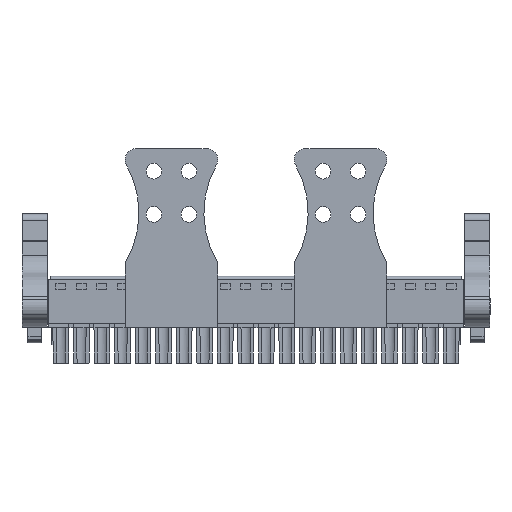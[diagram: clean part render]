
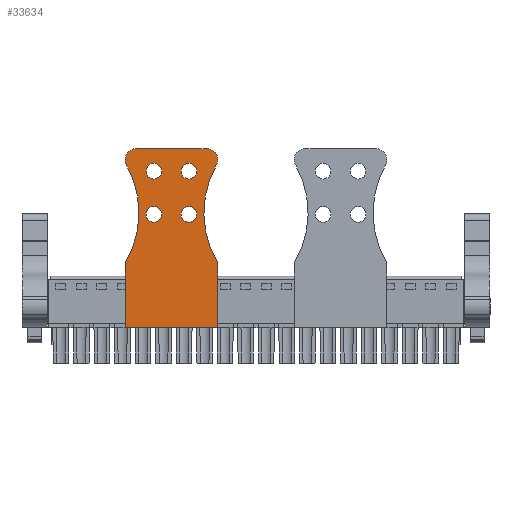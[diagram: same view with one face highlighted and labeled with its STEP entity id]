
A CAD part, front view. The second image highlights one B-rep face of the part: STEP entity #33634.
In plain terms, the highlighted planar face has unit normal (0, -1, 0).
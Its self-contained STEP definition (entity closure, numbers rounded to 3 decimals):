
#33300=AXIS2_PLACEMENT_3D('Circle Axis2P3D',#33298,#33299,$) ;
#33324=AXIS2_PLACEMENT_3D('Circle Axis2P3D',#33322,#33323,$) ;
#33372=AXIS2_PLACEMENT_3D('Circle Axis2P3D',#33370,#33371,$) ;
#33396=AXIS2_PLACEMENT_3D('Circle Axis2P3D',#33394,#33395,$) ;
#33420=AXIS2_PLACEMENT_3D('Circle Axis2P3D',#33418,#33419,$) ;
#33444=AXIS2_PLACEMENT_3D('Circle Axis2P3D',#33442,#33443,$) ;
#33468=AXIS2_PLACEMENT_3D('Circle Axis2P3D',#33466,#33467,$) ;
#33492=AXIS2_PLACEMENT_3D('Circle Axis2P3D',#33490,#33491,$) ;
#33516=AXIS2_PLACEMENT_3D('Circle Axis2P3D',#33514,#33515,$) ;
#33540=AXIS2_PLACEMENT_3D('Circle Axis2P3D',#33538,#33539,$) ;
#33564=AXIS2_PLACEMENT_3D('Circle Axis2P3D',#33562,#33563,$) ;
#33588=AXIS2_PLACEMENT_3D('Circle Axis2P3D',#33586,#33587,$) ;
#33601=AXIS2_PLACEMENT_3D('Plane Axis2P3D',#33598,#33599,#33600) ;
#33173=CARTESIAN_POINT('Vertex',(36.27,0.,18.601)) ;
#33176=CARTESIAN_POINT('Line Origine',(36.27,0.,12.6)) ;
#33180=CARTESIAN_POINT('Vertex',(36.27,0.,6.6)) ;
#33262=CARTESIAN_POINT('Vertex',(19.15,0.,6.6)) ;
#33265=CARTESIAN_POINT('Line Origine',(19.15,0.,12.6)) ;
#33269=CARTESIAN_POINT('Vertex',(19.15,0.,18.601)) ;
#33298=CARTESIAN_POINT('Axis2P3D Location',(3.495,0.,27.873)) ;
#33302=CARTESIAN_POINT('Vertex',(19.366,0.,36.772)) ;
#33322=CARTESIAN_POINT('Axis2P3D Location',(21.11,0.,37.75)) ;
#33326=CARTESIAN_POINT('Vertex',(21.11,0.,39.75)) ;
#33346=CARTESIAN_POINT('Line Origine',(27.71,0.,39.75)) ;
#33350=CARTESIAN_POINT('Vertex',(34.31,0.,39.75)) ;
#33370=CARTESIAN_POINT('Axis2P3D Location',(34.31,0.,37.75)) ;
#33374=CARTESIAN_POINT('Vertex',(36.054,0.,36.772)) ;
#33394=CARTESIAN_POINT('Axis2P3D Location',(51.925,0.,27.873)) ;
#33415=CARTESIAN_POINT('Vertex',(25.91,0.,27.6)) ;
#33418=CARTESIAN_POINT('Axis2P3D Location',(24.46,0.,27.6)) ;
#33422=CARTESIAN_POINT('Vertex',(23.01,0.,27.6)) ;
#33442=CARTESIAN_POINT('Axis2P3D Location',(24.46,0.,27.6)) ;
#33463=CARTESIAN_POINT('Vertex',(23.01,0.,35.6)) ;
#33466=CARTESIAN_POINT('Axis2P3D Location',(24.46,0.,35.6)) ;
#33470=CARTESIAN_POINT('Vertex',(25.91,0.,35.6)) ;
#33490=CARTESIAN_POINT('Axis2P3D Location',(24.46,0.,35.6)) ;
#33511=CARTESIAN_POINT('Vertex',(29.51,0.,27.6)) ;
#33514=CARTESIAN_POINT('Axis2P3D Location',(30.96,0.,27.6)) ;
#33518=CARTESIAN_POINT('Vertex',(32.41,0.,27.6)) ;
#33538=CARTESIAN_POINT('Axis2P3D Location',(30.96,0.,27.6)) ;
#33559=CARTESIAN_POINT('Vertex',(29.51,0.,35.6)) ;
#33562=CARTESIAN_POINT('Axis2P3D Location',(30.96,0.,35.6)) ;
#33566=CARTESIAN_POINT('Vertex',(32.41,0.,35.6)) ;
#33586=CARTESIAN_POINT('Axis2P3D Location',(30.96,0.,35.6)) ;
#33598=CARTESIAN_POINT('Axis2P3D Location',(12.075,0.,-2.35)) ;
#33603=CARTESIAN_POINT('Line Origine',(27.71,0.,6.6)) ;
#33177=DIRECTION('Vector Direction',(0.,0.,-1.)) ;
#33266=DIRECTION('Vector Direction',(0.,0.,1.)) ;
#33299=DIRECTION('Axis2P3D Direction',(0.,1.,-0.)) ;
#33323=DIRECTION('Axis2P3D Direction',(0.,1.,0.)) ;
#33347=DIRECTION('Vector Direction',(-1.,0.,0.)) ;
#33371=DIRECTION('Axis2P3D Direction',(0.,1.,-0.)) ;
#33395=DIRECTION('Axis2P3D Direction',(0.,1.,0.)) ;
#33419=DIRECTION('Axis2P3D Direction',(0.,1.,0.)) ;
#33443=DIRECTION('Axis2P3D Direction',(0.,1.,0.)) ;
#33467=DIRECTION('Axis2P3D Direction',(0.,1.,-0.)) ;
#33491=DIRECTION('Axis2P3D Direction',(0.,1.,-0.)) ;
#33515=DIRECTION('Axis2P3D Direction',(0.,1.,0.)) ;
#33539=DIRECTION('Axis2P3D Direction',(0.,1.,-0.)) ;
#33563=DIRECTION('Axis2P3D Direction',(0.,1.,0.)) ;
#33587=DIRECTION('Axis2P3D Direction',(0.,1.,-0.)) ;
#33599=DIRECTION('Axis2P3D Direction',(0.,1.,-0.)) ;
#33600=DIRECTION('Axis2P3D XDirection',(-1.,0.,0.)) ;
#33604=DIRECTION('Vector Direction',(1.,0.,0.)) ;
#33178=VECTOR('Line Direction',#33177,1.) ;
#33267=VECTOR('Line Direction',#33266,1.) ;
#33348=VECTOR('Line Direction',#33347,1.) ;
#33605=VECTOR('Line Direction',#33604,1.) ;
#33609=ORIENTED_EDGE('',*,*,#33398,.F.) ;
#33610=ORIENTED_EDGE('',*,*,#33376,.F.) ;
#33611=ORIENTED_EDGE('',*,*,#33352,.F.) ;
#33612=ORIENTED_EDGE('',*,*,#33328,.F.) ;
#33613=ORIENTED_EDGE('',*,*,#33304,.F.) ;
#33614=ORIENTED_EDGE('',*,*,#33271,.F.) ;
#33615=ORIENTED_EDGE('',*,*,#33607,.F.) ;
#33616=ORIENTED_EDGE('',*,*,#33182,.F.) ;
#33619=ORIENTED_EDGE('',*,*,#33446,.T.) ;
#33620=ORIENTED_EDGE('',*,*,#33424,.T.) ;
#33623=ORIENTED_EDGE('',*,*,#33494,.T.) ;
#33624=ORIENTED_EDGE('',*,*,#33472,.T.) ;
#33627=ORIENTED_EDGE('',*,*,#33542,.T.) ;
#33628=ORIENTED_EDGE('',*,*,#33520,.T.) ;
#33631=ORIENTED_EDGE('',*,*,#33590,.T.) ;
#33632=ORIENTED_EDGE('',*,*,#33568,.T.) ;
#33621=FACE_BOUND('',#33618,.T.) ;
#33625=FACE_BOUND('',#33622,.T.) ;
#33629=FACE_BOUND('',#33626,.T.) ;
#33633=FACE_BOUND('',#33630,.T.) ;
#33634=ADVANCED_FACE('Strain relief.1',(#33617,#33621,#33625,#33629,#33633),#33602,.F.) ;
#33301=CIRCLE('generated circle',#33300,18.195) ;
#33325=CIRCLE('generated circle',#33324,2.) ;
#33373=CIRCLE('generated circle',#33372,2.) ;
#33397=CIRCLE('generated circle',#33396,18.195) ;
#33421=CIRCLE('generated circle',#33420,1.45) ;
#33445=CIRCLE('generated circle',#33444,1.45) ;
#33469=CIRCLE('generated circle',#33468,1.45) ;
#33493=CIRCLE('generated circle',#33492,1.45) ;
#33517=CIRCLE('generated circle',#33516,1.45) ;
#33541=CIRCLE('generated circle',#33540,1.45) ;
#33565=CIRCLE('generated circle',#33564,1.45) ;
#33589=CIRCLE('generated circle',#33588,1.45) ;
#33182=EDGE_CURVE('',#33174,#33181,#33179,.T.) ;
#33271=EDGE_CURVE('',#33263,#33270,#33268,.T.) ;
#33304=EDGE_CURVE('',#33270,#33303,#33301,.F.) ;
#33328=EDGE_CURVE('',#33303,#33327,#33325,.T.) ;
#33352=EDGE_CURVE('',#33327,#33351,#33349,.F.) ;
#33376=EDGE_CURVE('',#33351,#33375,#33373,.T.) ;
#33398=EDGE_CURVE('',#33375,#33174,#33397,.F.) ;
#33424=EDGE_CURVE('',#33423,#33416,#33421,.T.) ;
#33446=EDGE_CURVE('',#33416,#33423,#33445,.T.) ;
#33472=EDGE_CURVE('',#33471,#33464,#33469,.T.) ;
#33494=EDGE_CURVE('',#33464,#33471,#33493,.T.) ;
#33520=EDGE_CURVE('',#33519,#33512,#33517,.T.) ;
#33542=EDGE_CURVE('',#33512,#33519,#33541,.T.) ;
#33568=EDGE_CURVE('',#33567,#33560,#33565,.T.) ;
#33590=EDGE_CURVE('',#33560,#33567,#33589,.T.) ;
#33607=EDGE_CURVE('',#33181,#33263,#33606,.F.) ;
#33608=EDGE_LOOP('',(#33609,#33610,#33611,#33612,#33613,#33614,#33615,#33616)) ;
#33618=EDGE_LOOP('',(#33619,#33620)) ;
#33622=EDGE_LOOP('',(#33623,#33624)) ;
#33626=EDGE_LOOP('',(#33627,#33628)) ;
#33630=EDGE_LOOP('',(#33631,#33632)) ;
#33617=FACE_OUTER_BOUND('',#33608,.T.) ;
#33179=LINE('Line',#33176,#33178) ;
#33268=LINE('Line',#33265,#33267) ;
#33349=LINE('Line',#33346,#33348) ;
#33606=LINE('Line',#33603,#33605) ;
#33602=PLANE('',#33601) ;
#33174=VERTEX_POINT('',#33173) ;
#33181=VERTEX_POINT('',#33180) ;
#33263=VERTEX_POINT('',#33262) ;
#33270=VERTEX_POINT('',#33269) ;
#33303=VERTEX_POINT('',#33302) ;
#33327=VERTEX_POINT('',#33326) ;
#33351=VERTEX_POINT('',#33350) ;
#33375=VERTEX_POINT('',#33374) ;
#33416=VERTEX_POINT('',#33415) ;
#33423=VERTEX_POINT('',#33422) ;
#33464=VERTEX_POINT('',#33463) ;
#33471=VERTEX_POINT('',#33470) ;
#33512=VERTEX_POINT('',#33511) ;
#33519=VERTEX_POINT('',#33518) ;
#33560=VERTEX_POINT('',#33559) ;
#33567=VERTEX_POINT('',#33566) ;
